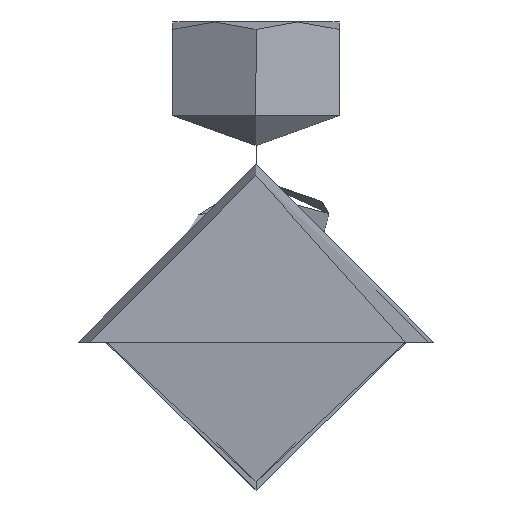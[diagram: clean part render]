
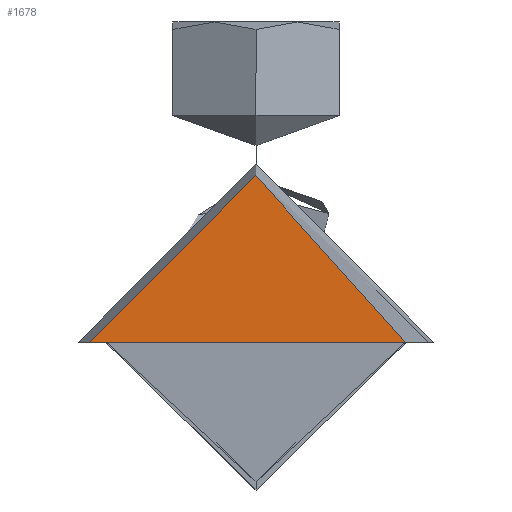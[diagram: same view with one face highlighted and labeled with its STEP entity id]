
A CAD part, left-side view. The second image highlights one B-rep face of the part: STEP entity #1678.
In plain terms, the highlighted free-form (B-spline) face has degree [1, 1] with [2, 2] control points.
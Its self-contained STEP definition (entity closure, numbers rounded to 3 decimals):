
#1678 = ADVANCED_FACE('',(#1679,#1701),#1723,.T.);
#1679 = FACE_BOUND('',#1680,.T.);
#1680 = EDGE_LOOP('',(#1681,#1691));
#1681 = ORIENTED_EDGE('',*,*,#1682,.F.);
#1682 = EDGE_CURVE('',#1683,#1685,#1687,.T.);
#1683 = VERTEX_POINT('',#1684);
#1684 = CARTESIAN_POINT('',(0.,30.,0.));
#1685 = VERTEX_POINT('',#1686);
#1686 = CARTESIAN_POINT('',(0.,0.,30.));
#1687 = ( BOUNDED_CURVE() B_SPLINE_CURVE(2,(#1688,#1689,#1690),
.UNSPECIFIED.,.F.,.F.) B_SPLINE_CURVE_WITH_KNOTS((3,3),(0.,
1.571),.PIECEWISE_BEZIER_KNOTS.) CURVE() 
GEOMETRIC_REPRESENTATION_ITEM() RATIONAL_B_SPLINE_CURVE((1.,
0.707,1.)) REPRESENTATION_ITEM('') );
#1688 = CARTESIAN_POINT('',(0.,30.,0.));
#1689 = CARTESIAN_POINT('',(0.,30.,30.));
#1690 = CARTESIAN_POINT('',(0.,0.,30.));
#1691 = ORIENTED_EDGE('',*,*,#1692,.F.);
#1692 = EDGE_CURVE('',#1685,#1683,#1693,.T.);
#1693 = ( BOUNDED_CURVE() B_SPLINE_CURVE(2,(#1694,#1695,#1696,#1697,
#1698,#1699,#1700),.UNSPECIFIED.,.F.,.F.) B_SPLINE_CURVE_WITH_KNOTS((3,2
    ,2,3),(1.571,3.142,4.712,6.283),
.UNSPECIFIED.) CURVE() GEOMETRIC_REPRESENTATION_ITEM() 
RATIONAL_B_SPLINE_CURVE((1.,0.707,1.,0.707,1.,
0.707,1.)) REPRESENTATION_ITEM('') );
#1694 = CARTESIAN_POINT('',(0.,0.,30.));
#1695 = CARTESIAN_POINT('',(0.,-30.,30.));
#1696 = CARTESIAN_POINT('',(0.,-30.,0.));
#1697 = CARTESIAN_POINT('',(0.,-30.,-30.));
#1698 = CARTESIAN_POINT('',(0.,0.,-30.));
#1699 = CARTESIAN_POINT('',(0.,30.,-30.));
#1700 = CARTESIAN_POINT('',(0.,30.,0.));
#1701 = FACE_BOUND('',#1702,.T.);
#1702 = EDGE_LOOP('',(#1703,#1715));
#1703 = ORIENTED_EDGE('',*,*,#1704,.T.);
#1704 = EDGE_CURVE('',#1705,#1707,#1709,.T.);
#1705 = VERTEX_POINT('',#1706);
#1706 = CARTESIAN_POINT('',(0.,27.,0.));
#1707 = VERTEX_POINT('',#1708);
#1708 = CARTESIAN_POINT('',(0.,-27.,0.));
#1709 = ( BOUNDED_CURVE() B_SPLINE_CURVE(2,(#1710,#1711,#1712,#1713,
#1714),.UNSPECIFIED.,.F.,.F.) B_SPLINE_CURVE_WITH_KNOTS((3,2,3),(0.,
1.571,3.142),.UNSPECIFIED.) CURVE() 
GEOMETRIC_REPRESENTATION_ITEM() RATIONAL_B_SPLINE_CURVE((1.,
0.707,1.,0.707,1.)) REPRESENTATION_ITEM('') );
#1710 = CARTESIAN_POINT('',(0.,27.,0.));
#1711 = CARTESIAN_POINT('',(0.,27.,27.));
#1712 = CARTESIAN_POINT('',(0.,0.,27.));
#1713 = CARTESIAN_POINT('',(0.,-27.,27.));
#1714 = CARTESIAN_POINT('',(0.,-27.,0.));
#1715 = ORIENTED_EDGE('',*,*,#1716,.T.);
#1716 = EDGE_CURVE('',#1707,#1705,#1717,.T.);
#1717 = ( BOUNDED_CURVE() B_SPLINE_CURVE(2,(#1718,#1719,#1720,#1721,
#1722),.UNSPECIFIED.,.F.,.F.) B_SPLINE_CURVE_WITH_KNOTS((3,2,3),(
    3.142,4.712,6.283),
.PIECEWISE_BEZIER_KNOTS.) CURVE() GEOMETRIC_REPRESENTATION_ITEM() 
RATIONAL_B_SPLINE_CURVE((1.,0.707,1.,0.707,1.)) 
REPRESENTATION_ITEM('') );
#1718 = CARTESIAN_POINT('',(0.,-27.,0.));
#1719 = CARTESIAN_POINT('',(0.,-27.,-27.));
#1720 = CARTESIAN_POINT('',(0.,0.,-27.));
#1721 = CARTESIAN_POINT('',(0.,27.,-27.));
#1722 = CARTESIAN_POINT('',(0.,27.,0.));
#1723 = B_SPLINE_SURFACE_WITH_KNOTS('',1,1,(
    (#1724,#1725)
    ,(#1726,#1727
  )),.UNSPECIFIED.,.F.,.F.,.F.,(2,2),(2,2),(-3.001,3.001),(-5.851,0.151)
  ,.PIECEWISE_BEZIER_KNOTS.);
#1724 = CARTESIAN_POINT('',(0.,-30.01,-30.01));
#1725 = CARTESIAN_POINT('',(0.,30.01,-30.01));
#1726 = CARTESIAN_POINT('',(0.,-30.01,30.01));
#1727 = CARTESIAN_POINT('',(0.,30.01,30.01));
